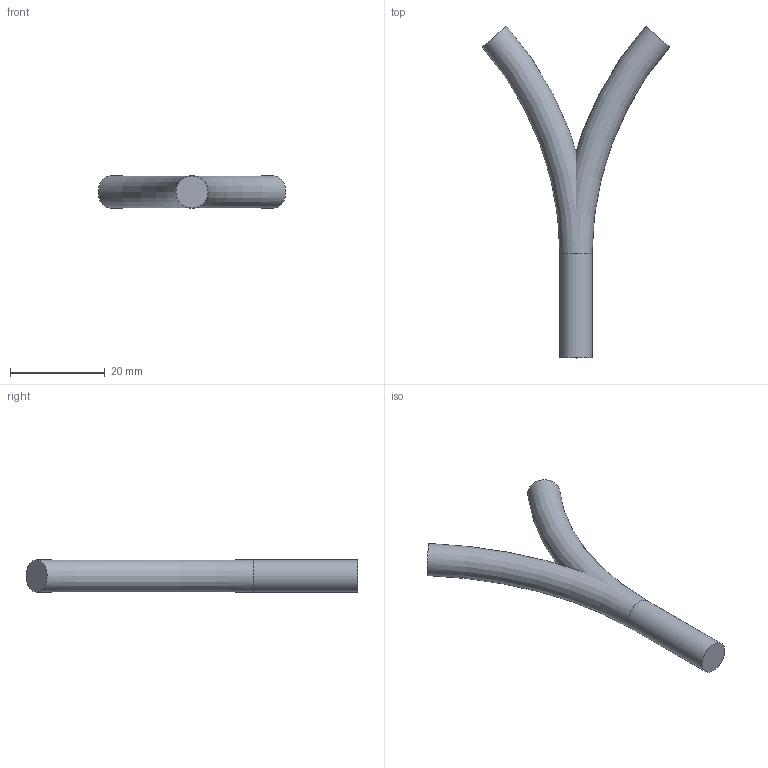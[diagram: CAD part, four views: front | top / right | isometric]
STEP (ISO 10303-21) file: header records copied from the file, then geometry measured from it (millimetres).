
FILE_DESCRIPTION(('FreeCAD Model'),'2;1');
FILE_NAME('channel2.step', '2017-02-22T14:02:23',('Author'),(''), 'Open CASCADE STEP processor 6.9','FreeCAD','Unknown');
FILE_SCHEMA(('AUTOMOTIVE_DESIGN_CC2 { 1 2 10303 214 -1 1 5 4 }'));
Length unit declared in the file: millimetre
Products named in the file (3): ASSEMBLY; Sweep_(Mirror_#1); Sweep
Assembly tree (2 placements, depth 2):
  ASSEMBLY
    Sweep_(Mirror_#1)
    Sweep
Bounding box: 39.55 x 70.04 x 6.8 mm (x, y, z)
Volume: 5228.9 mm3; surface area: 3221.1 mm2
Topology: 2 solids, 2 shells, 8 faces, 10 edges, 6 vertices
Faces by surface type: plane 4, cylinder 2, revolution 2
Full cylindrical faces by diameter (mm): 6.8 x2
Entity records: 369 total; most frequent: CARTESIAN_POINT 67, DIRECTION 54, ORIENTED_EDGE 20, PCURVE 20, DEFINITIONAL_REPRESENTATION 20, AXIS2_PLACEMENT_3D 19, LINE 12, VECTOR 12
